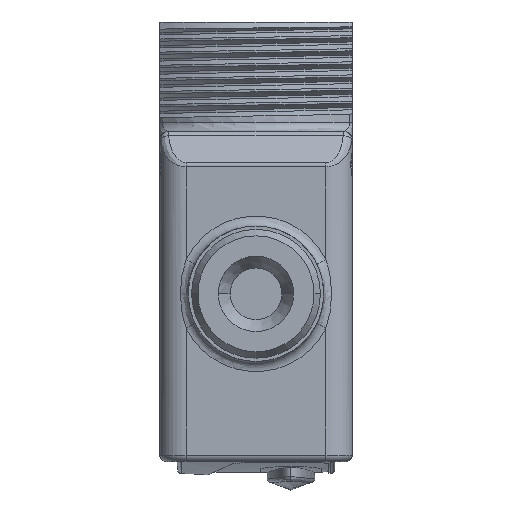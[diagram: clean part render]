
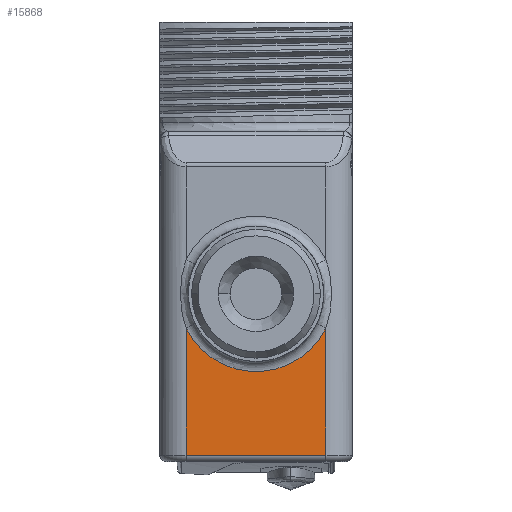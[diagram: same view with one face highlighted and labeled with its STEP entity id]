
A CAD part, front view. The second image highlights one B-rep face of the part: STEP entity #15868.
In plain terms, the highlighted planar face has unit normal (0, -1, 0).
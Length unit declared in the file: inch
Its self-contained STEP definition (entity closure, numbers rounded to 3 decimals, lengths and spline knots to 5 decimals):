
#3160=DIRECTION('',(0.,0.,-1.));
#3161=VECTOR('',#3160,0.57283);
#3162=CARTESIAN_POINT('',(-0.31496,0.,
-1.24016));
#3163=LINE('',#3162,#3161);
#3234=CARTESIAN_POINT('',(-0.31496,0.,
-1.24016));
#3240=DIRECTION('',(0.,0.,1.));
#3241=VECTOR('',#3240,0.57283);
#3242=CARTESIAN_POINT('',(0.31496,0.,-1.81299));
#3243=LINE('',#3242,#3241);
#3244=CARTESIAN_POINT('',(0.31496,0.,
-1.24016));
#3363=DIRECTION('',(-1.,0.,0.));
#3364=VECTOR('',#3363,0.62992);
#3365=CARTESIAN_POINT('',(0.31496,0.,-1.81299));
#3366=LINE('',#3365,#3364);
#4297=CARTESIAN_POINT('',(0.,0.,-1.08661));
#4298=DIRECTION('',(0.,1.,0.));
#4299=DIRECTION('',(0.899,0.,-0.438));
#4300=AXIS2_PLACEMENT_3D('',#4297,#4298,#4299);
#11570=VERTEX_POINT('',#3234);
#11576=VERTEX_POINT('',#3244);
#12806=CARTESIAN_POINT('',(0.31496,0.,-1.81299));
#12807=CARTESIAN_POINT('',(-0.31496,0.,-1.81299));
#12808=VERTEX_POINT('',#12806);
#12809=VERTEX_POINT('',#12807);
#15854=CARTESIAN_POINT('',(-0.43307,0.,-0.35433));
#15855=DIRECTION('',(0.,-1.,0.));
#15856=DIRECTION('',(1.,0.,0.));
#15857=AXIS2_PLACEMENT_3D('',#15854,#15855,#15856);
#15858=PLANE('',#15857);
#15860=ORIENTED_EDGE('',*,*,#15859,.F.);
#15862=ORIENTED_EDGE('',*,*,#15861,.T.);
#15863=ORIENTED_EDGE('',*,*,#15830,.F.);
#15865=ORIENTED_EDGE('',*,*,#15864,.F.);
#15866=EDGE_LOOP('',(#15860,#15862,#15863,#15865));
#15867=FACE_OUTER_BOUND('',#15866,.F.);
#15868=ADVANCED_FACE('',(#15867),#15858,.T.);
#4301=CIRCLE('',#4300,0.35039);
#15830=EDGE_CURVE('',#11570,#12809,#3163,.T.);
#15859=EDGE_CURVE('',#12808,#11576,#3243,.T.);
#15861=EDGE_CURVE('',#12808,#12809,#3366,.T.);
#15864=EDGE_CURVE('',#11576,#11570,#4301,.T.);
